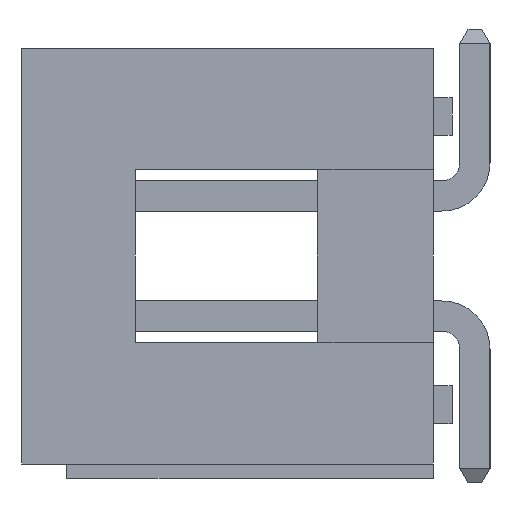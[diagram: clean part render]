
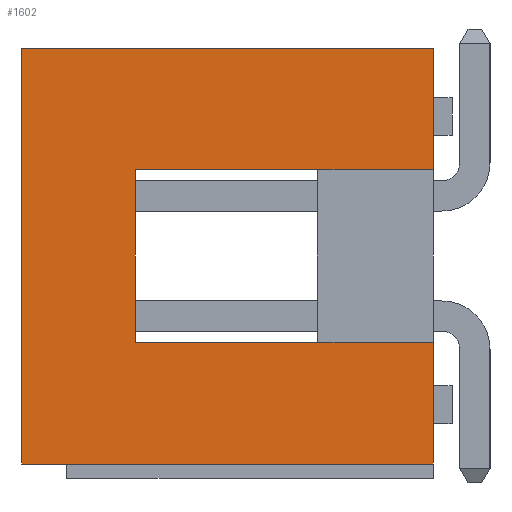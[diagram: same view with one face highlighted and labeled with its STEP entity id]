
A CAD part, left-side view. The second image highlights one B-rep face of the part: STEP entity #1602.
In plain terms, the highlighted planar face has unit normal (-1, 0, 0).
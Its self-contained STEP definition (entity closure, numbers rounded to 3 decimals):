
#117 = ORIENTED_EDGE ( 'NONE', *, *, #621, .T. ) ;
#240 = CARTESIAN_POINT ( 'NONE',  ( -12.7, 4.35, 4.4 ) ) ;
#281 = DIRECTION ( 'NONE',  ( 0., 1., 0. ) ) ;
#395 = LINE ( 'NONE', #3219, #3035 ) ;
#451 = CARTESIAN_POINT ( 'NONE',  ( -12.7, 1.95, 1.825 ) ) ;
#498 = CARTESIAN_POINT ( 'NONE',  ( -12.7, 4.35, 4.4 ) ) ;
#501 = EDGE_CURVE ( 'NONE', #1829, #756, #4019, .T. ) ;
#518 = PLANE ( 'NONE',  #5223 ) ;
#520 = EDGE_CURVE ( 'NONE', #4837, #1829, #3642, .T. ) ;
#621 = EDGE_CURVE ( 'NONE', #880, #2641, #807, .T. ) ;
#756 = VERTEX_POINT ( 'NONE', #979 ) ;
#807 = LINE ( 'NONE', #2624, #4981 ) ;
#880 = VERTEX_POINT ( 'NONE', #5093 ) ;
#979 = CARTESIAN_POINT ( 'NONE',  ( -12.7, -4.35, 4.4 ) ) ;
#1066 = EDGE_LOOP ( 'NONE', ( #1496, #3789, #117, #1118, #4090, #3275, #4653, #2211 ) ) ;
#1118 = ORIENTED_EDGE ( 'NONE', *, *, #4671, .F. ) ;
#1193 = EDGE_CURVE ( 'NONE', #4843, #4837, #4203, .T. ) ;
#1294 = DIRECTION ( 'NONE',  ( 0., 0., 1. ) ) ;
#1316 = EDGE_CURVE ( 'NONE', #4727, #880, #2180, .T. ) ;
#1496 = ORIENTED_EDGE ( 'NONE', *, *, #1909, .T. ) ;
#1602 = ADVANCED_FACE ( 'NONE', ( #2881 ), #518, .F. ) ;
#1623 = VECTOR ( 'NONE', #2088, 1000. ) ;
#1802 = VECTOR ( 'NONE', #2075, 1000. ) ;
#1829 = VERTEX_POINT ( 'NONE', #240 ) ;
#1909 = EDGE_CURVE ( 'NONE', #3363, #4727, #3484, .T. ) ;
#1986 = CARTESIAN_POINT ( 'NONE',  ( -12.7, 4.35, -4.4 ) ) ;
#2072 = DIRECTION ( 'NONE',  ( 0., 0., -1. ) ) ;
#2075 = DIRECTION ( 'NONE',  ( 0., 0., 1. ) ) ;
#2083 = CARTESIAN_POINT ( 'NONE',  ( -12.7, -4.35, -4.4 ) ) ;
#2088 = DIRECTION ( 'NONE',  ( 0., -1., 0. ) ) ;
#2180 = LINE ( 'NONE', #451, #1802 ) ;
#2211 = ORIENTED_EDGE ( 'NONE', *, *, #3820, .F. ) ;
#2384 = CARTESIAN_POINT ( 'NONE',  ( -12.7, -4.35, -1.825 ) ) ;
#2424 = LINE ( 'NONE', #5052, #3042 ) ;
#2542 = DIRECTION ( 'NONE',  ( 1., 0., 0. ) ) ;
#2624 = CARTESIAN_POINT ( 'NONE',  ( -12.7, -4.35, 1.825 ) ) ;
#2641 = VERTEX_POINT ( 'NONE', #4718 ) ;
#2698 = CARTESIAN_POINT ( 'NONE',  ( -12.7, 1.95, -1.825 ) ) ;
#2772 = DIRECTION ( 'NONE',  ( 0., 0., -1. ) ) ;
#2794 = CARTESIAN_POINT ( 'NONE',  ( -12.7, 1.95, -1.825 ) ) ;
#2881 = FACE_OUTER_BOUND ( 'NONE', #1066, .T. ) ;
#2897 = CARTESIAN_POINT ( 'NONE',  ( -12.7, 4.35, -4.4 ) ) ;
#2900 = CARTESIAN_POINT ( 'NONE',  ( -12.7, 4.35, 4.4 ) ) ;
#3035 = VECTOR ( 'NONE', #2772, 1000. ) ;
#3042 = VECTOR ( 'NONE', #4601, 1000. ) ;
#3121 = VECTOR ( 'NONE', #1294, 1000. ) ;
#3184 = VECTOR ( 'NONE', #3960, 1000. ) ;
#3219 = CARTESIAN_POINT ( 'NONE',  ( -12.7, -4.35, 4.4 ) ) ;
#3238 = VECTOR ( 'NONE', #281, 1000. ) ;
#3275 = ORIENTED_EDGE ( 'NONE', *, *, #520, .F. ) ;
#3363 = VERTEX_POINT ( 'NONE', #2384 ) ;
#3484 = LINE ( 'NONE', #2698, #3238 ) ;
#3642 = LINE ( 'NONE', #498, #3121 ) ;
#3789 = ORIENTED_EDGE ( 'NONE', *, *, #1316, .T. ) ;
#3820 = EDGE_CURVE ( 'NONE', #3363, #4843, #2424, .T. ) ;
#3960 = DIRECTION ( 'NONE',  ( 0., 1., 0. ) ) ;
#4019 = LINE ( 'NONE', #2900, #1623 ) ;
#4090 = ORIENTED_EDGE ( 'NONE', *, *, #501, .F. ) ;
#4126 = CARTESIAN_POINT ( 'NONE',  ( -12.7, -4.35, 4.4 ) ) ;
#4203 = LINE ( 'NONE', #1986, #3184 ) ;
#4230 = DIRECTION ( 'NONE',  ( 0., -1., 0. ) ) ;
#4601 = DIRECTION ( 'NONE',  ( 0., 0., -1. ) ) ;
#4653 = ORIENTED_EDGE ( 'NONE', *, *, #1193, .F. ) ;
#4671 = EDGE_CURVE ( 'NONE', #756, #2641, #395, .T. ) ;
#4718 = CARTESIAN_POINT ( 'NONE',  ( -12.7, -4.35, 1.825 ) ) ;
#4727 = VERTEX_POINT ( 'NONE', #2794 ) ;
#4837 = VERTEX_POINT ( 'NONE', #2897 ) ;
#4843 = VERTEX_POINT ( 'NONE', #2083 ) ;
#4981 = VECTOR ( 'NONE', #4230, 1000. ) ;
#5052 = CARTESIAN_POINT ( 'NONE',  ( -12.7, -4.35, 4.4 ) ) ;
#5093 = CARTESIAN_POINT ( 'NONE',  ( -12.7, 1.95, 1.825 ) ) ;
#5223 = AXIS2_PLACEMENT_3D ( 'NONE', #4126, #2542, #2072 ) ;
